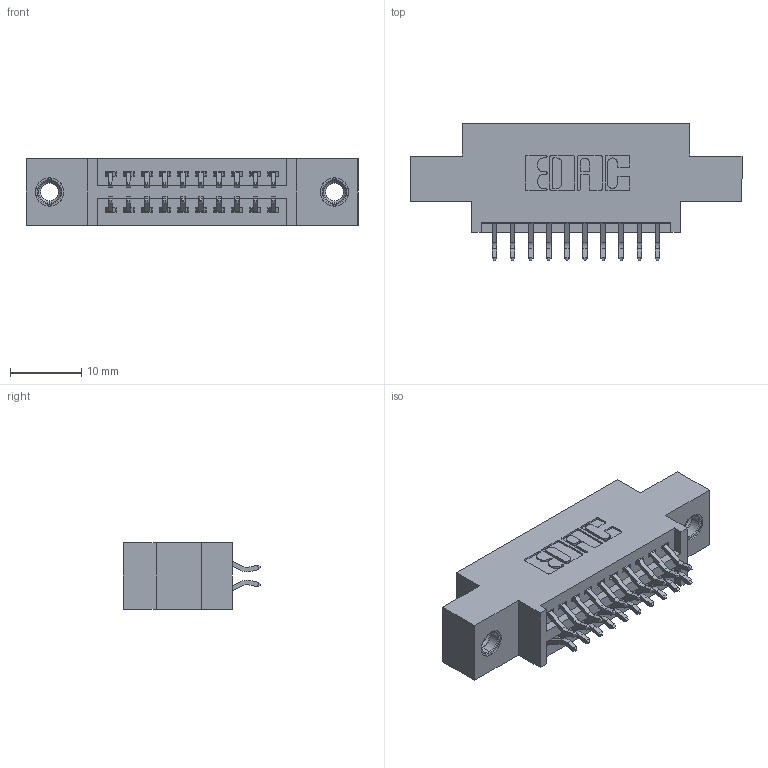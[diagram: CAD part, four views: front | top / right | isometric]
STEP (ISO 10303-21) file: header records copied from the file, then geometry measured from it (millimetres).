
FILE_DESCRIPTION (( 'STEP AP203' ), '1' );
FILE_NAME ('395-020-556-807.STEP', '2018-11-07T19:18:16', ( '' ), ( '' ), 'SwSTEP 2.0', 'SolidWorks 2016', '' );
FILE_SCHEMA (( 'CONFIG_CONTROL_DESIGN' ));
Length unit declared in the file: inch
Products named in the file (4): 345-292-001_556 Tail; 345-250-001_345-250-005-103; 345 Part_0.170 Offset - 0.156 Dia-TI; 395-020-556-807
Assembly tree (23 placements, depth 2):
  395-020-556-807
    345 Part_0.170 Offset - 0.156 Dia-TI
    345-292-001_556 Tail  x20
    345-250-001_345-250-005-103  x2
Bounding box: 46.61 x 19.24 x 9.4 mm (x, y, z)
Volume: 4102.9 mm3; surface area: 5598.9 mm2
Topology: 23 solids, 23 shells, 1310 faces, 3829 edges, 2518 vertices
Faces by surface type: plane 856, cylinder 438, cone 12, torus 4
Entity records: 13692 total; most frequent: CARTESIAN_POINT 2323, ORIENTED_EDGE 2238, DIRECTION 2101, EDGE_CURVE 1119, LINE 919, VECTOR 919, VERTEX_POINT 740, AXIS2_PLACEMENT_3D 591
